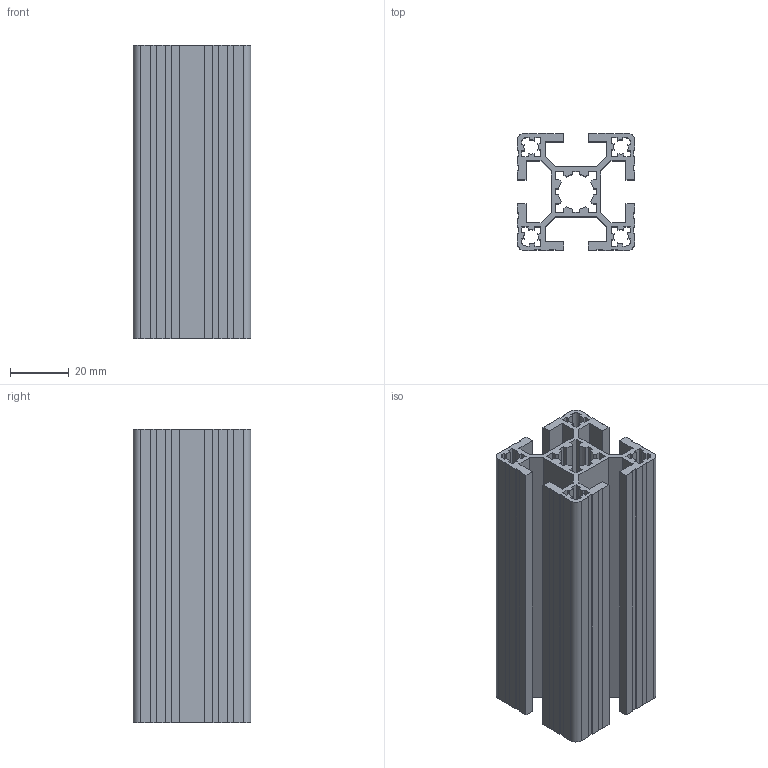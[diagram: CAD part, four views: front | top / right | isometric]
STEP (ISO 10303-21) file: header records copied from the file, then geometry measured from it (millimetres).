
FILE_DESCRIPTION (( 'STEP AP203' ), '1' );
FILE_NAME ('JL-8-4040EE.STEP', '2019-07-24T02:04:07', ( 'User' ), ( 'China' ), 'SwSTEP 2.0', 'SolidWorks 2015', '' );
FILE_SCHEMA (( 'CONFIG_CONTROL_DESIGN' ));
Length unit declared in the file: millimetre
Products named in the file (1): JL-8-4040EE
Bounding box: 40 x 40 x 100 mm (x, y, z)
Volume: 51815.2 mm3; surface area: 56618.1 mm2
Topology: 1 solids, 1 shells, 400 faces, 1167 edges, 778 vertices
Faces by surface type: plane 336, cylinder 36, bspline 28
Entity records: 14032 total; most frequent: CARTESIAN_POINT 3454, ORIENTED_EDGE 2334, DIRECTION 1929, EDGE_CURVE 1167, VECTOR 1039, LINE 1039, VERTEX_POINT 778, AXIS2_PLACEMENT_3D 445
